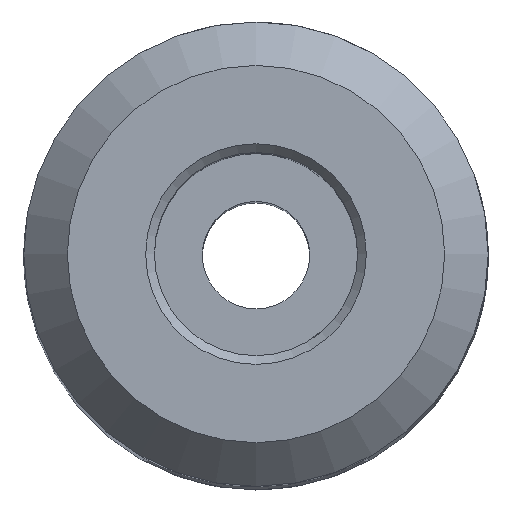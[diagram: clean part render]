
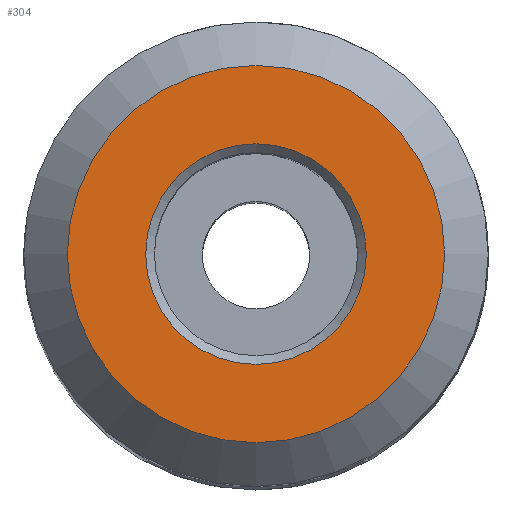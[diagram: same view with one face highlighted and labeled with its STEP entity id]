
A CAD part, top view. The second image highlights one B-rep face of the part: STEP entity #304.
In plain terms, the highlighted planar face has unit normal (0, 0, 1).
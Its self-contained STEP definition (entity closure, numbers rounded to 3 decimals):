
#48 = ORIENTED_EDGE ( 'NONE', *, *, #1570, .T. ) ;
#93 = CARTESIAN_POINT ( 'NONE',  ( 0., 0., 75. ) ) ;
#102 = FACE_OUTER_BOUND ( 'NONE', #296, .T. ) ;
#116 = CARTESIAN_POINT ( 'NONE',  ( 0., 0., 75. ) ) ;
#149 = AXIS2_PLACEMENT_3D ( 'NONE', #93, #1356, #1562 ) ;
#296 = EDGE_LOOP ( 'NONE', ( #583 ) ) ;
#300 = CIRCLE ( 'NONE', #1130, 6.5 ) ;
#304 = ADVANCED_FACE ( 'NONE', ( #831, #102 ), #703, .T. ) ;
#476 = CARTESIAN_POINT ( 'NONE',  ( 3.8, 0., 75. ) ) ;
#583 = ORIENTED_EDGE ( 'NONE', *, *, #1344, .T. ) ;
#679 = DIRECTION ( 'NONE',  ( 1., 0., 0. ) ) ;
#703 = PLANE ( 'NONE',  #149 ) ;
#739 = CIRCLE ( 'NONE', #1386, 3.8 ) ;
#818 = VERTEX_POINT ( 'NONE', #476 ) ;
#831 = FACE_BOUND ( 'NONE', #1546, .T. ) ;
#1005 = CARTESIAN_POINT ( 'NONE',  ( 0., 0., 75. ) ) ;
#1085 = VERTEX_POINT ( 'NONE', #1556 ) ;
#1097 = DIRECTION ( 'NONE',  ( 1., 0., 0. ) ) ;
#1130 = AXIS2_PLACEMENT_3D ( 'NONE', #116, #1239, #1097 ) ;
#1239 = DIRECTION ( 'NONE',  ( 0., 0., 1. ) ) ;
#1344 = EDGE_CURVE ( 'NONE', #1085, #1085, #300, .T. ) ;
#1356 = DIRECTION ( 'NONE',  ( 0., 0., 1. ) ) ;
#1386 = AXIS2_PLACEMENT_3D ( 'NONE', #1005, #1528, #679 ) ;
#1528 = DIRECTION ( 'NONE',  ( 0., 0., -1. ) ) ;
#1546 = EDGE_LOOP ( 'NONE', ( #48 ) ) ;
#1556 = CARTESIAN_POINT ( 'NONE',  ( 6.5, 0., 75. ) ) ;
#1562 = DIRECTION ( 'NONE',  ( 1., 0., 0. ) ) ;
#1570 = EDGE_CURVE ( 'NONE', #818, #818, #739, .T. ) ;
